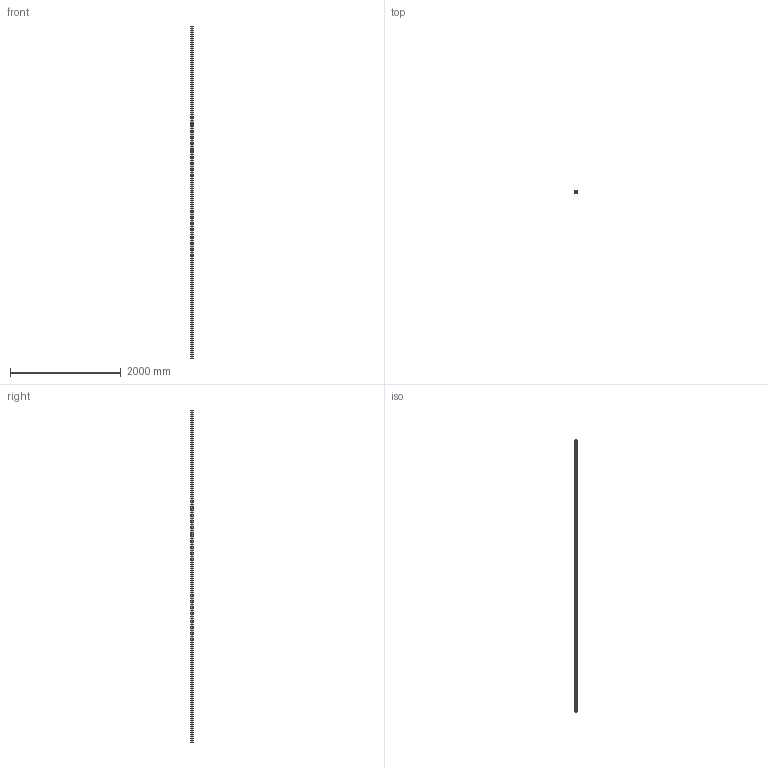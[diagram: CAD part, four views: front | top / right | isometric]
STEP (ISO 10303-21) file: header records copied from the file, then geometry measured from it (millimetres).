
FILE_DESCRIPTION (( 'STEP AP203' ), '1' );
FILE_NAME ('60337-V4A.step', '2022-06-27T14:59:38', ( '' ), ( '' ), 'SwSTEP 2.0', 'SolidWorks 2018', '' );
FILE_SCHEMA (( 'CONFIG_CONTROL_DESIGN' ));
Length unit declared in the file: millimetre
Products named in the file (1): 60337-V4A
Bounding box: 40 x 40 x 6000 mm (x, y, z)
Volume: 1779370.7 mm3; surface area: 2373100.9 mm2
Topology: 1 solids, 1 shells, 299 faces, 816 edges, 544 vertices
Faces by surface type: plane 169, bspline 114, cylinder 16
Entity records: 14687 total; most frequent: CARTESIAN_POINT 7782, ORIENTED_EDGE 1632, DIRECTION 992, EDGE_CURVE 816, LINE 556, VECTOR 556, VERTEX_POINT 544, EDGE_LOOP 326
